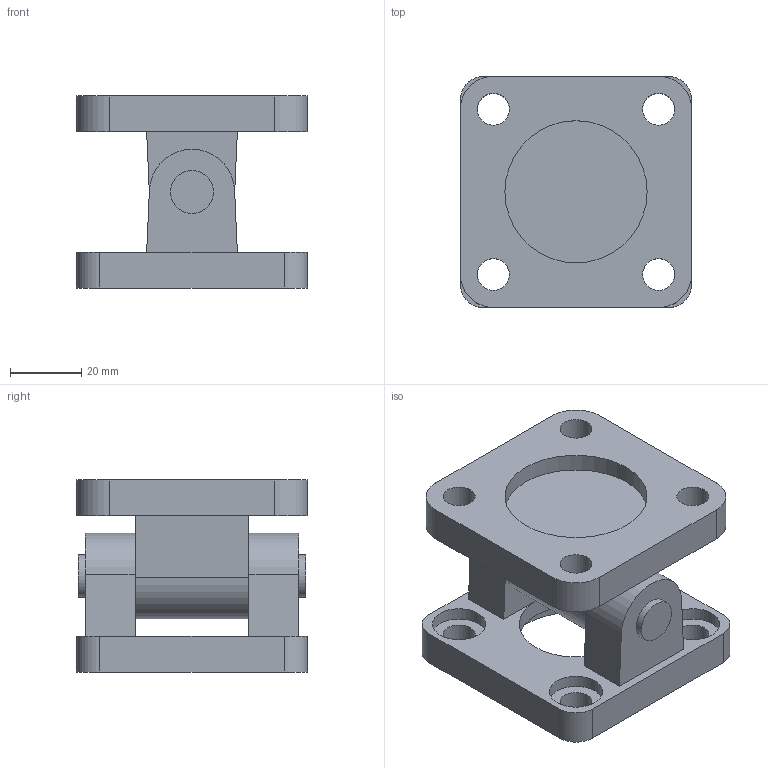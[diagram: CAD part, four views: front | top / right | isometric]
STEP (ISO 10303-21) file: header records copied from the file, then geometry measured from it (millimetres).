
FILE_DESCRIPTION((''),'2;1');
FILE_NAME('1320_50_22F.stp','2006-07-11T17:47:30',('rivolro1'),(''),'Autodesk Inventor 11','Autodesk Inventor 11','');
FILE_SCHEMA(('AUTOMOTIVE_DESIGN { 1 0 10303 214 1 1 1 1 }'));
Length unit declared in the file: millimetre
Products named in the file (3): 1320_50_22F; 1320_50_22F(A); 1320_50_22F(B)
Assembly tree (2 placements, depth 2):
  1320_50_22F
    1320_50_22F(A)
    1320_50_22F(B)
Bounding box: 65 x 65 x 54 mm (x, y, z)
Volume: 97848.1 mm3; surface area: 32299.4 mm2
Topology: 2 solids, 2 shells, 70 faces, 158 edges, 105 vertices
Faces by surface type: bspline 30, plane 26, cylinder 14
Full cylindrical faces by diameter (mm): 12 x3
Entity records: 2230 total; most frequent: CARTESIAN_POINT 681, DIRECTION 292, ORIENTED_EDGE 266, EDGE_CURVE 133, EDGE_LOOP 128, AXIS2_PLACEMENT_3D 114, VERTEX_POINT 103, FACE_OUTER_BOUND 70
